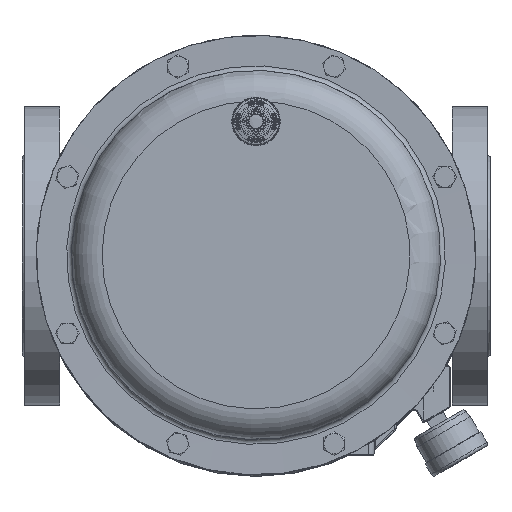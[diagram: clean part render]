
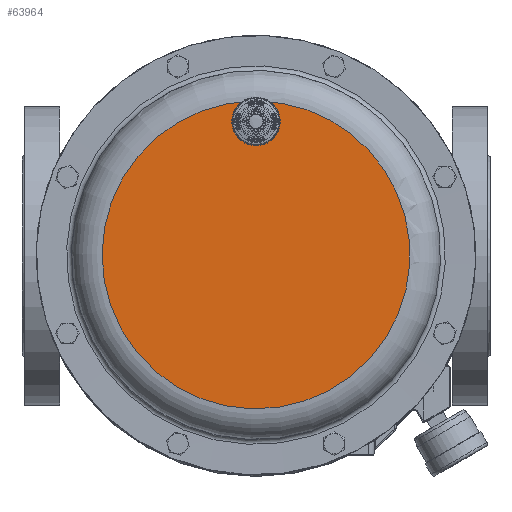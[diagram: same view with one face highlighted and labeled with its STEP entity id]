
A CAD part, top view. The second image highlights one B-rep face of the part: STEP entity #63964.
In plain terms, the highlighted planar face has unit normal (0, 0, 1).
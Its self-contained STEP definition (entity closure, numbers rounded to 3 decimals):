
#3093=PLANE('',#68533);
#13263=FACE_OUTER_BOUND('',#17050,.T.);
#17050=EDGE_LOOP('',(#45314,#45315,#45316,#45317));
#20635=CIRCLE('',#67755,13.05);
#20671=CIRCLE('',#67798,98.);
#20673=CIRCLE('',#67800,98.);
#20865=CIRCLE('',#68069,13.05);
#25861=VERTEX_POINT('',#104756);
#25862=VERTEX_POINT('',#104764);
#25949=VERTEX_POINT('',#106289);
#25950=VERTEX_POINT('',#106291);
#32321=EDGE_CURVE('',#25861,#25862,#20635,.T.);
#32419=EDGE_CURVE('',#25949,#25950,#20671,.T.);
#32421=EDGE_CURVE('',#25861,#25949,#20673,.T.);
#32694=EDGE_CURVE('',#25862,#25950,#20865,.T.);
#45314=ORIENTED_EDGE('',*,*,#32421,.F.);
#45315=ORIENTED_EDGE('',*,*,#32321,.T.);
#45316=ORIENTED_EDGE('',*,*,#32694,.T.);
#45317=ORIENTED_EDGE('',*,*,#32419,.F.);
#63964=ADVANCED_FACE('',(#13263),#3093,.F.);
#67755=AXIS2_PLACEMENT_3D('',#104771,#75593,#75594);
#67798=AXIS2_PLACEMENT_3D('',#106292,#75689,#75690);
#67800=AXIS2_PLACEMENT_3D('',#106294,#75693,#75694);
#68069=AXIS2_PLACEMENT_3D('',#106886,#76296,#76297);
#68533=AXIS2_PLACEMENT_3D('',#108930,#77450,#77451);
#75593=DIRECTION('center_axis',(0.,0.,
-1.));
#75594=DIRECTION('ref_axis',(-0.924,0.383,0.));
#75689=DIRECTION('center_axis',(0.,0.,
-1.));
#75690=DIRECTION('ref_axis',(-0.924,0.383,0.));
#75693=DIRECTION('center_axis',(0.,0.,
-1.));
#75694=DIRECTION('ref_axis',(-0.924,0.383,0.));
#76296=DIRECTION('center_axis',(0.,0.,
-1.));
#76297=DIRECTION('ref_axis',(-0.924,0.383,0.));
#77450=DIRECTION('center_axis',(0.,0.,
-1.));
#77451=DIRECTION('ref_axis',(-0.924,0.383,0.));
#104756=CARTESIAN_POINT('',(1.225,97.992,393.));
#104764=CARTESIAN_POINT('',(0.,71.95,393.));
#104771=CARTESIAN_POINT('Origin',(0.,85.,
393.));
#106289=CARTESIAN_POINT('',(90.54,-37.503,393.));
#106291=CARTESIAN_POINT('',(-1.225,97.992,393.));
#106292=CARTESIAN_POINT('Origin',(0.,0.,
393.));
#106294=CARTESIAN_POINT('Origin',(0.,0.,
393.));
#106886=CARTESIAN_POINT('Origin',(0.,85.,
393.));
#108930=CARTESIAN_POINT('Origin',(0.,0.,
393.));
